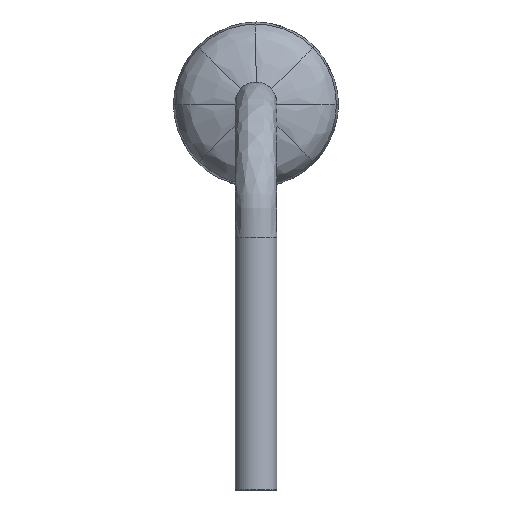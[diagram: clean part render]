
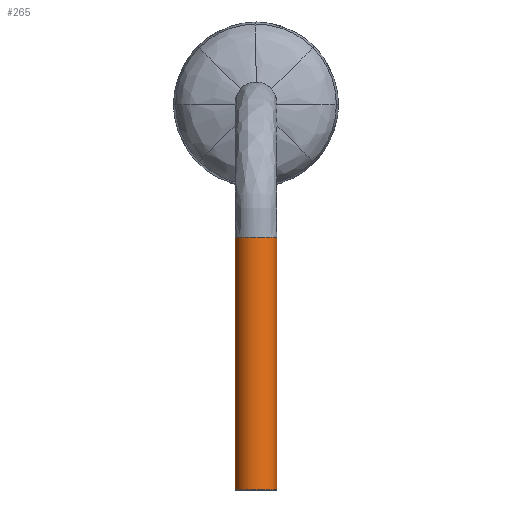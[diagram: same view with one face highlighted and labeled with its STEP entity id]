
A CAD part, left-side view. The second image highlights one B-rep face of the part: STEP entity #265.
In plain terms, the highlighted free-form (B-spline) face has degree [5, 1] with [6, 2] control points.
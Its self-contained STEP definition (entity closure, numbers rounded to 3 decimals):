
#265 = ADVANCED_FACE('',(#266),#281,.F.);
#266 = FACE_BOUND('',#267,.F.);
#267 = EDGE_LOOP('',(#268,#300,#367,#406));
#268 = ORIENTED_EDGE('',*,*,#269,.T.);
#269 = EDGE_CURVE('',#270,#270,#272,.T.);
#270 = VERTEX_POINT('',#271);
#271 = CARTESIAN_POINT('',(-4.075,0.,-0.7));
#272 = SURFACE_CURVE('',#273,(#280),.PCURVE_S1.);
#273 = B_SPLINE_CURVE_WITH_KNOTS('',5,(#274,#275,#276,#277,#278,#279),
  .UNSPECIFIED.,.T.,.F.,(1,5,5,1),(-1.,0.,1.,2.),.UNSPECIFIED.);
#274 = CARTESIAN_POINT('',(-4.075,0.,-0.7));
#275 = CARTESIAN_POINT('',(-4.075,0.406,-0.7)
  );
#276 = CARTESIAN_POINT('',(-5.062,0.827,
    -0.7));
#277 = CARTESIAN_POINT('',(-5.062,-0.827,-0.7
    ));
#278 = CARTESIAN_POINT('',(-4.075,-0.406,-0.7
    ));
#279 = CARTESIAN_POINT('',(-4.075,0.,-0.7));
#280 = PCURVE('',#281,#294);
#281 = B_SPLINE_SURFACE_WITH_KNOTS('',5,1,(
    (#282,#283)
    ,(#284,#285)
    ,(#286,#287)
    ,(#288,#289)
    ,(#290,#291)
    ,(#292,#293
    )),.UNSPECIFIED.,.T.,.F.,.F.,(1,5,5,1),(2,2),(-1.,0.,1.,2.),(
    0.,0.435),.UNSPECIFIED.);
#282 = CARTESIAN_POINT('',(-4.075,0.,-0.7));
#283 = CARTESIAN_POINT('',(-4.075,0.,-5.048));
#284 = CARTESIAN_POINT('',(-4.075,0.406,-0.7)
  );
#285 = CARTESIAN_POINT('',(-4.075,0.406,
    -5.048));
#286 = CARTESIAN_POINT('',(-5.062,0.827,
    -0.7));
#287 = CARTESIAN_POINT('',(-5.062,0.827,
    -5.048));
#288 = CARTESIAN_POINT('',(-5.062,-0.827,-0.7
    ));
#289 = CARTESIAN_POINT('',(-5.062,-0.827,
    -5.048));
#290 = CARTESIAN_POINT('',(-4.075,-0.406,-0.7
    ));
#291 = CARTESIAN_POINT('',(-4.075,-0.406,
    -5.048));
#292 = CARTESIAN_POINT('',(-4.075,0.,-0.7));
#293 = CARTESIAN_POINT('',(-4.075,0.,-5.048));
#294 = DEFINITIONAL_REPRESENTATION('',(#295),#299);
#295 = LINE('',#296,#297);
#296 = CARTESIAN_POINT('',(0.,0.));
#297 = VECTOR('',#298,1.);
#298 = DIRECTION('',(1.,0.));
#299 = ( GEOMETRIC_REPRESENTATION_CONTEXT(2) 
PARAMETRIC_REPRESENTATION_CONTEXT() REPRESENTATION_CONTEXT('2D SPACE',''
  ) );
#300 = ORIENTED_EDGE('',*,*,#301,.T.);
#301 = EDGE_CURVE('',#270,#302,#304,.T.);
#302 = VERTEX_POINT('',#303);
#303 = CARTESIAN_POINT('',(-4.075,0.,-4.323));
#304 = SEAM_CURVE('',#305,(#309,#338),.PCURVE_S1.);
#305 = LINE('',#306,#307);
#306 = CARTESIAN_POINT('',(-4.075,0.,
    -0.7));
#307 = VECTOR('',#308,1.);
#308 = DIRECTION('',(0.,0.,-1.));
#309 = PCURVE('',#281,#310);
#310 = DEFINITIONAL_REPRESENTATION('',(#311),#337);
#311 = B_SPLINE_CURVE_WITH_KNOTS('',3,(#312,#313,#314,#315,#316,#317,
    #318,#319,#320,#321,#322,#323,#324,#325,#326,#327,#328,#329,#330,
    #331,#332,#333,#334,#335,#336),.UNSPECIFIED.,.F.,.F.,(4,1,1,1,1,1,1,
    1,1,1,1,1,1,1,1,1,1,1,1,1,1,1,4),(0.,0.165
    ,0.329,0.494,0.659,0.823,
    0.988,1.153,1.318,1.482,
    1.647,1.812,1.976,2.141,
    2.306,2.47,2.635,2.8,
    2.964,3.129,3.294,3.459,
    3.623),.QUASI_UNIFORM_KNOTS.);
#312 = CARTESIAN_POINT('',(1.,0.));
#313 = CARTESIAN_POINT('',(1.,0.005));
#314 = CARTESIAN_POINT('',(1.,0.016));
#315 = CARTESIAN_POINT('',(1.,0.033));
#316 = CARTESIAN_POINT('',(1.,0.049));
#317 = CARTESIAN_POINT('',(1.,0.066));
#318 = CARTESIAN_POINT('',(1.,0.082));
#319 = CARTESIAN_POINT('',(1.,0.099));
#320 = CARTESIAN_POINT('',(1.,0.115));
#321 = CARTESIAN_POINT('',(1.,0.132));
#322 = CARTESIAN_POINT('',(1.,0.148));
#323 = CARTESIAN_POINT('',(1.,0.165));
#324 = CARTESIAN_POINT('',(1.,0.181));
#325 = CARTESIAN_POINT('',(1.,0.198));
#326 = CARTESIAN_POINT('',(1.,0.214));
#327 = CARTESIAN_POINT('',(1.,0.231));
#328 = CARTESIAN_POINT('',(1.,0.247));
#329 = CARTESIAN_POINT('',(1.,0.264));
#330 = CARTESIAN_POINT('',(1.,0.28));
#331 = CARTESIAN_POINT('',(1.,0.296));
#332 = CARTESIAN_POINT('',(1.,0.313));
#333 = CARTESIAN_POINT('',(1.,0.329));
#334 = CARTESIAN_POINT('',(1.,0.346));
#335 = CARTESIAN_POINT('',(1.,0.357));
#336 = CARTESIAN_POINT('',(1.,0.362));
#337 = ( GEOMETRIC_REPRESENTATION_CONTEXT(2) 
PARAMETRIC_REPRESENTATION_CONTEXT() REPRESENTATION_CONTEXT('2D SPACE',''
  ) );
#338 = PCURVE('',#281,#339);
#339 = DEFINITIONAL_REPRESENTATION('',(#340),#366);
#340 = B_SPLINE_CURVE_WITH_KNOTS('',3,(#341,#342,#343,#344,#345,#346,
    #347,#348,#349,#350,#351,#352,#353,#354,#355,#356,#357,#358,#359,
    #360,#361,#362,#363,#364,#365),.UNSPECIFIED.,.F.,.F.,(4,1,1,1,1,1,1,
    1,1,1,1,1,1,1,1,1,1,1,1,1,1,1,4),(0.,0.165
    ,0.329,0.494,0.659,0.823,
    0.988,1.153,1.318,1.482,
    1.647,1.812,1.976,2.141,
    2.306,2.47,2.635,2.8,
    2.964,3.129,3.294,3.459,
    3.623),.QUASI_UNIFORM_KNOTS.);
#341 = CARTESIAN_POINT('',(0.,0.));
#342 = CARTESIAN_POINT('',(0.,0.005));
#343 = CARTESIAN_POINT('',(0.,0.016));
#344 = CARTESIAN_POINT('',(0.,0.033));
#345 = CARTESIAN_POINT('',(0.,0.049));
#346 = CARTESIAN_POINT('',(0.,0.066));
#347 = CARTESIAN_POINT('',(0.,0.082));
#348 = CARTESIAN_POINT('',(0.,0.099));
#349 = CARTESIAN_POINT('',(0.,0.115));
#350 = CARTESIAN_POINT('',(0.,0.132));
#351 = CARTESIAN_POINT('',(0.,0.148));
#352 = CARTESIAN_POINT('',(0.,0.165));
#353 = CARTESIAN_POINT('',(0.,0.181));
#354 = CARTESIAN_POINT('',(0.,0.198));
#355 = CARTESIAN_POINT('',(0.,0.214));
#356 = CARTESIAN_POINT('',(0.,0.231));
#357 = CARTESIAN_POINT('',(0.,0.247));
#358 = CARTESIAN_POINT('',(0.,0.264));
#359 = CARTESIAN_POINT('',(0.,0.28));
#360 = CARTESIAN_POINT('',(0.,0.296));
#361 = CARTESIAN_POINT('',(0.,0.313));
#362 = CARTESIAN_POINT('',(0.,0.329));
#363 = CARTESIAN_POINT('',(0.,0.346));
#364 = CARTESIAN_POINT('',(0.,0.357));
#365 = CARTESIAN_POINT('',(0.,0.362));
#366 = ( GEOMETRIC_REPRESENTATION_CONTEXT(2) 
PARAMETRIC_REPRESENTATION_CONTEXT() REPRESENTATION_CONTEXT('2D SPACE',''
  ) );
#367 = ORIENTED_EDGE('',*,*,#368,.F.);
#368 = EDGE_CURVE('',#302,#302,#369,.T.);
#369 = SURFACE_CURVE('',#370,(#377),.PCURVE_S1.);
#370 = B_SPLINE_CURVE_WITH_KNOTS('',5,(#371,#372,#373,#374,#375,#376),
  .UNSPECIFIED.,.T.,.F.,(1,5,5,1),(-1.,0.,1.,2.),.UNSPECIFIED.);
#371 = CARTESIAN_POINT('',(-4.075,0.,-4.323));
#372 = CARTESIAN_POINT('',(-4.075,0.406,
    -4.323));
#373 = CARTESIAN_POINT('',(-5.062,0.827,
    -4.323));
#374 = CARTESIAN_POINT('',(-5.062,-0.827,
    -4.323));
#375 = CARTESIAN_POINT('',(-4.075,-0.406,
    -4.323));
#376 = CARTESIAN_POINT('',(-4.075,0.,-4.323));
#377 = PCURVE('',#281,#378);
#378 = DEFINITIONAL_REPRESENTATION('',(#379),#405);
#379 = B_SPLINE_CURVE_WITH_KNOTS('',3,(#380,#381,#382,#383,#384,#385,
    #386,#387,#388,#389,#390,#391,#392,#393,#394,#395,#396,#397,#398,
    #399,#400,#401,#402,#403,#404),.UNSPECIFIED.,.F.,.F.,(4,1,1,1,1,1,1,
    1,1,1,1,1,1,1,1,1,1,1,1,1,1,1,4),(0.,0.045,
    0.091,0.136,0.182,0.227,
    0.273,0.318,0.364,0.409,
    0.455,0.5,0.545,0.591,0.636,
    0.682,0.727,0.773,0.818,
    0.864,0.909,0.955,1.),
  .QUASI_UNIFORM_KNOTS.);
#380 = CARTESIAN_POINT('',(0.,0.362));
#381 = CARTESIAN_POINT('',(0.015,0.362));
#382 = CARTESIAN_POINT('',(0.045,0.362));
#383 = CARTESIAN_POINT('',(0.091,0.362));
#384 = CARTESIAN_POINT('',(0.136,0.362));
#385 = CARTESIAN_POINT('',(0.182,0.362));
#386 = CARTESIAN_POINT('',(0.227,0.362));
#387 = CARTESIAN_POINT('',(0.273,0.362));
#388 = CARTESIAN_POINT('',(0.318,0.362));
#389 = CARTESIAN_POINT('',(0.364,0.362));
#390 = CARTESIAN_POINT('',(0.409,0.362));
#391 = CARTESIAN_POINT('',(0.455,0.362));
#392 = CARTESIAN_POINT('',(0.5,0.362));
#393 = CARTESIAN_POINT('',(0.545,0.362));
#394 = CARTESIAN_POINT('',(0.591,0.362));
#395 = CARTESIAN_POINT('',(0.636,0.362));
#396 = CARTESIAN_POINT('',(0.682,0.362));
#397 = CARTESIAN_POINT('',(0.727,0.362));
#398 = CARTESIAN_POINT('',(0.773,0.362));
#399 = CARTESIAN_POINT('',(0.818,0.362));
#400 = CARTESIAN_POINT('',(0.864,0.362));
#401 = CARTESIAN_POINT('',(0.909,0.362));
#402 = CARTESIAN_POINT('',(0.955,0.362));
#403 = CARTESIAN_POINT('',(0.985,0.362));
#404 = CARTESIAN_POINT('',(1.,0.362));
#405 = ( GEOMETRIC_REPRESENTATION_CONTEXT(2) 
PARAMETRIC_REPRESENTATION_CONTEXT() REPRESENTATION_CONTEXT('2D SPACE',''
  ) );
#406 = ORIENTED_EDGE('',*,*,#301,.F.);
